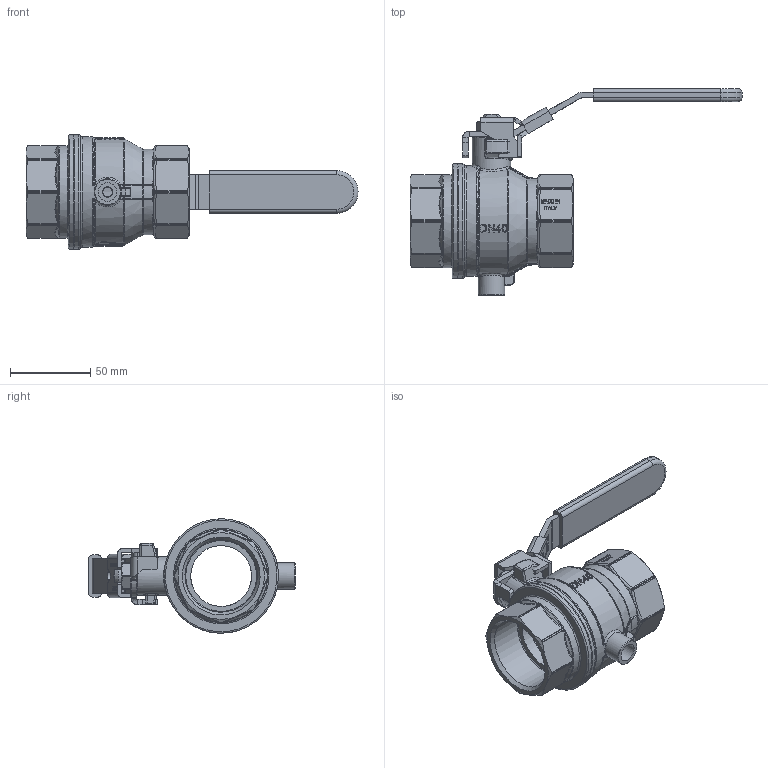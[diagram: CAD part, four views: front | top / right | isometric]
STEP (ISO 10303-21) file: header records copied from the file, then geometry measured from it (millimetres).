
FILE_DESCRIPTION(/* description */ (''),/* implementation_level */ '2;1');
FILE_NAME(/* name */ 'S93H00.stp',/* time_stamp */ '2020-07-21T10:10:58+02:00',/* author */ ('collas'),/* organization */ (''),/* preprocessor_version */ 'ST-DEVELOPER v17.2',/* originating_system */ 'Autodesk Inventor 2019',/* authorisation */ '');
FILE_SCHEMA (('AUTOMOTIVE_DESIGN { 1 0 10303 214 3 1 1 }'));
Products named in the file (12): S93H00; AV93H00; M93H00; PANOR9; PA6G09; O85H01; PBFA09; PBFI09; PBFI09_INSERTO; OBLF09; RIC_GRANDE_BLO_AZZ_NEUTRA; PDNF9S
Assembly tree (11 placements, depth 4):
  S93H00
    AV93H00
      M93H00
      PANOR9
        PA6G09
      O85H01
    PBFA09
      PBFI09
        PBFI09_INSERTO
        OBLF09
      RIC_GRANDE_BLO_AZZ_NEUTRA
    PDNF9S
Bounding box: 207.2 x 128.92 x 71.5 mm (x, y, z)
Volume: 226858.5 mm3; surface area: 76827.7 mm2
Topology: 7 solids, 7 shells, 1539 faces, 3982 edges, 2540 vertices
Faces by surface type: plane 760, bspline 439, cylinder 203, cone 61, torus 47, sphere 29
Full cylindrical faces by diameter (mm): 6 x1, 7.5 x1, 10.75 x1, 11.5 x1, 12.95 x1, 16.5 x1, 24 x1, 38 x2, 45 x1, 45.2 x1, 58 x1, 64 x1, 69 x1, 71.5 x2
Entity records: 59825 total; most frequent: CARTESIAN_POINT 24338, ORIENTED_EDGE 7924, DIRECTION 6121, EDGE_CURVE 3962, VERTEX_POINT 2540, LINE 2239, VECTOR 2239, AXIS2_PLACEMENT_3D 1941
